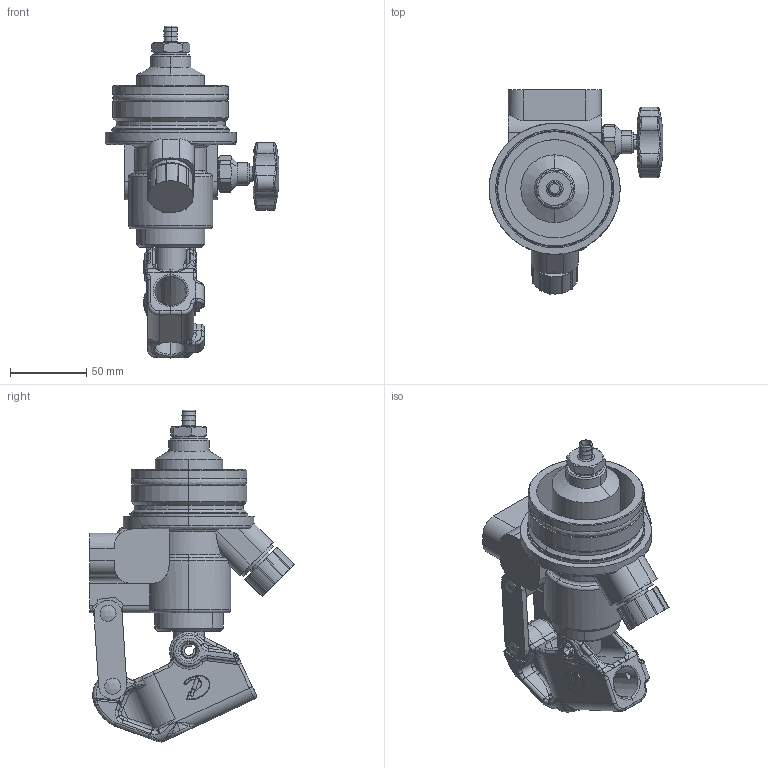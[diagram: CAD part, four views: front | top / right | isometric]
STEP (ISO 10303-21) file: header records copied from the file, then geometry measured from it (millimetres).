
FILE_DESCRIPTION (( 'STEP AP203' ), '1' );
FILE_NAME ('P20S1.STEP', '2017-12-05T13:06:25', ( '' ), ( '' ), 'SwSTEP 2.0', 'SolidWorks 2015', '' );
FILE_SCHEMA (( 'CONFIG_CONTROL_DESIGN' ));
Length unit declared in the file: millimetre
Products named in the file (17): JORO69.3C_1; P1BI; P20S1; Führung^P20S1; PBR4^P20S1; RACCORD PLONGEUR PRP_1; AXE ROBINET; RONDELLE D''''ARRET; BOUCHON RENIFLAR_1; VOLANT; PMA2 avec dÚpouille 270515_logo avec rayon_1; PLAQUETTE BOUCHON; CORPS ROBINET; GOUPILLE ELASTIQUE_10 x 35_1; JOINT CUIVRE 17x21x1,5 3I8_1; Stange^P20S1; P1AXE2_ecrase_1
Assembly tree (19 placements, depth 2):
  P20S1
    PBR4^P20S1
    AXE ROBINET
    BOUCHON RENIFLAR_1
    PMA2 avec dÚpouille 270515_logo avec rayon_1
    CORPS ROBINET
    JOINT CUIVRE 17x21x1,5 3I8_1  x2
    P1AXE2_ecrase_1  x2
    P1BI  x2
    Führung^P20S1
    RACCORD PLONGEUR PRP_1
    RONDELLE D''''ARRET
    VOLANT
    PLAQUETTE BOUCHON
    GOUPILLE ELASTIQUE_10 x 35_1
    Stange^P20S1
    JORO69.3C_1
Bounding box: 113.94 x 134.13 x 217.73 mm (x, y, z)
Volume: 535933.5 mm3; surface area: 142487 mm2
Topology: 19 solids, 19 shells, 1098 faces, 2645 edges, 1578 vertices
Faces by surface type: cylinder 405, bspline 343, plane 196, cone 139, torus 15
Entity records: 49044 total; most frequent: CARTESIAN_POINT 24668, ORIENTED_EDGE 5086, DIRECTION 4243, EDGE_CURVE 2543, AXIS2_PLACEMENT_3D 1720, VERTEX_POINT 1534, EDGE_LOOP 1133, ADVANCED_FACE 1068
